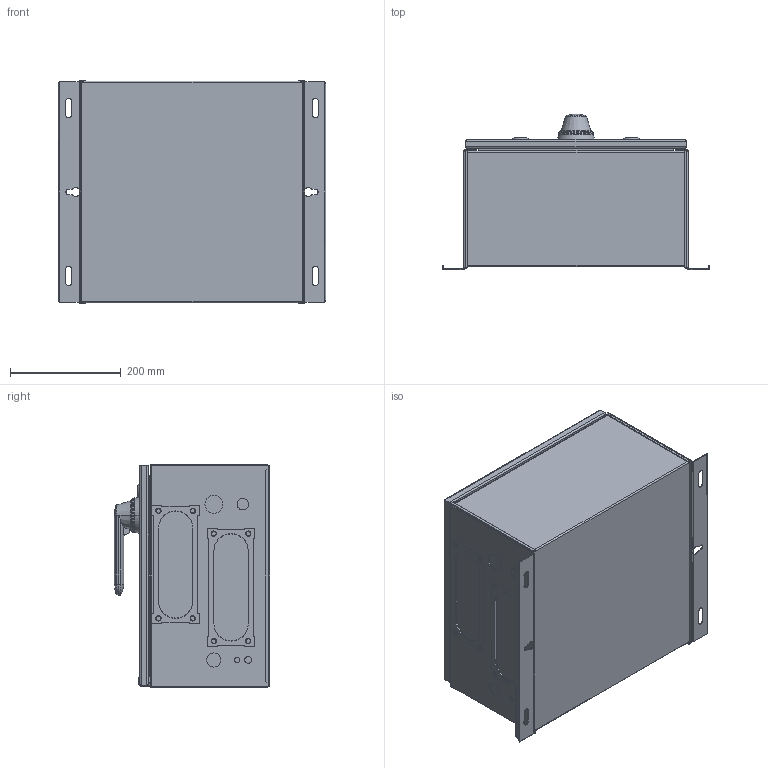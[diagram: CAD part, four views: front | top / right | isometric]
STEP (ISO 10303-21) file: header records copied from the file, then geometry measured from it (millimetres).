
FILE_DESCRIPTION((''),'2;1');
FILE_NAME('OT90-125GLCC6BZ_SIMPLIFIED','2017-01-13T',('fijaleh7'),(''),'CREO PARAMETRIC BY PTC INC, 2016050','CREO PARAMETRIC BY PTC INC, 2016050','');
FILE_SCHEMA(('CONFIG_CONTROL_DESIGN'));
Length unit declared in the file: millimetre
Products named in the file (1): OT90-125GLCC6BZ_SIMPLIFIED
Bounding box: 482.3 x 280.1 x 403.5 mm (x, y, z)
Volume: 36741474.5 mm3; surface area: 1146860.3 mm2
Topology: 1 solids, 1 shells, 762 faces, 2003 edges, 1284 vertices
Faces by surface type: plane 416, cylinder 245, torus 42, bspline 41, cone 13, sphere 4, extrusion 1
Entity records: 32293 total; most frequent: CARTESIAN_POINT 7405, ORIENTED_EDGE 3998, DIRECTION 3857, EDGE_CURVE 1999, AXIS2_PLACEMENT_3D 1341, VERTEX_POINT 1284, VECTOR 1175, LINE 1174
